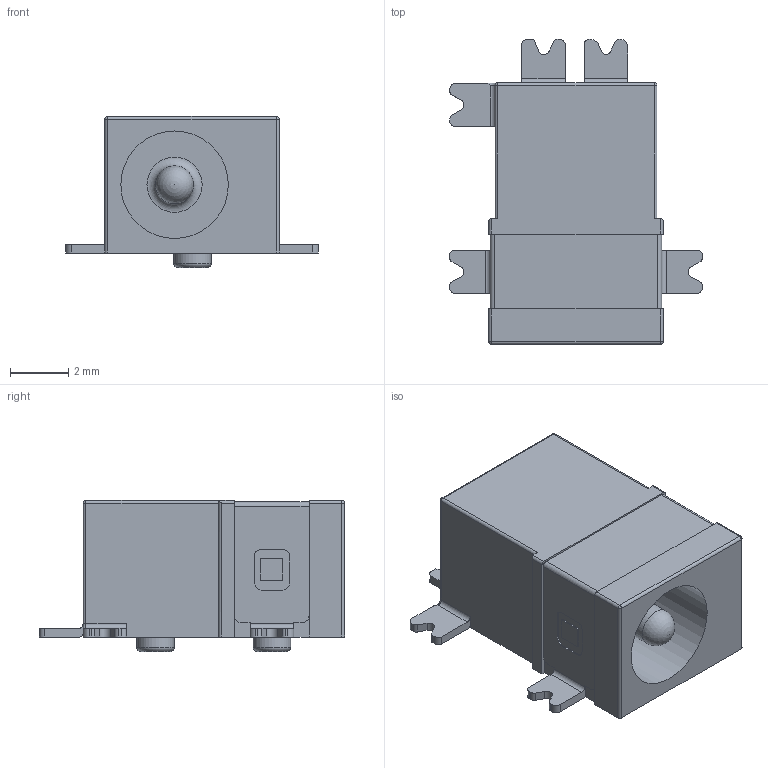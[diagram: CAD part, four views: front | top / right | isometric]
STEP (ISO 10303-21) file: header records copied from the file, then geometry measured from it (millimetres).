
FILE_DESCRIPTION(/* description */ ('Unknown'),/* implementation_level */ '2;1');
FILE_NAME(/* name */ 'FC68145S',/* time_stamp */ '2023-11-24T12:20:17+02:00',/* author */ ('Unknown'),/* organization */ ('Unknown'),/* preprocessor_version */ 'ST-DEVELOPER v18.102',/* originating_system */ 'Solid Edge',/* authorisation */ 'Unknown');
FILE_SCHEMA (('AUTOMOTIVE_DESIGN {1 0 10303 214 3 1 1}'));
Length unit declared in the file: millimetre
Products named in the file (1): FC68145S
Bounding box: 8.7 x 10.5 x 5.2 mm (x, y, z)
Volume: 187.6 mm3; surface area: 368.5 mm2
Topology: 1 solids, 1 shells, 166 faces, 449 edges, 290 vertices
Faces by surface type: plane 90, cylinder 67, sphere 5, torus 4
Full cylindrical faces by diameter (mm): 1.3 x3, 3.7 x1
Entity records: 6307 total; most frequent: DIRECTION 904, CARTESIAN_POINT 891, ORIENTED_EDGE 868, EDGE_CURVE 434, AXIS2_PLACEMENT_3D 304, LINE 296, VECTOR 296, VERTEX_POINT 287
